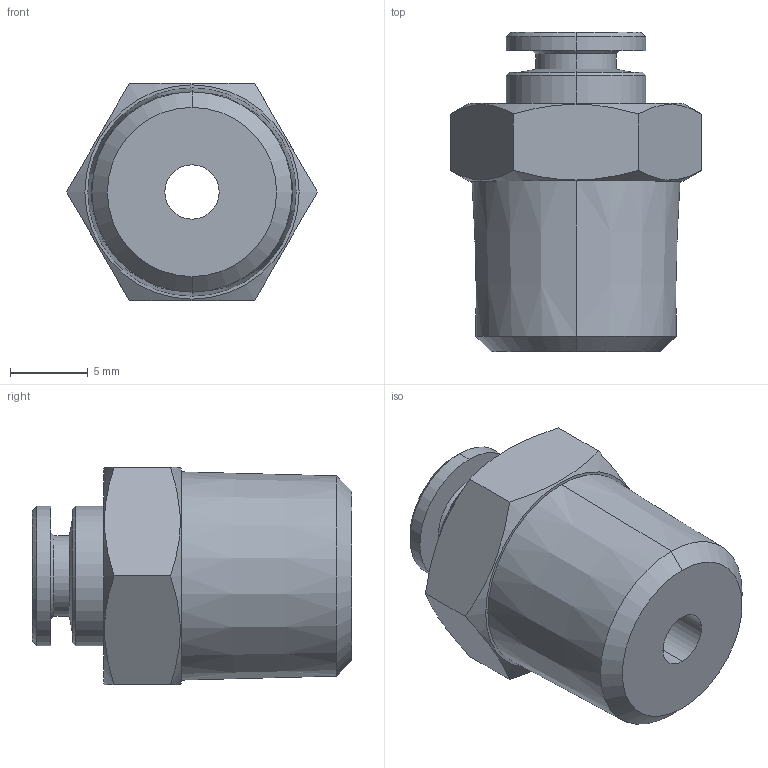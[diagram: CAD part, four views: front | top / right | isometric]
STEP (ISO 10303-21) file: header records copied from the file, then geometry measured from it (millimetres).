
FILE_DESCRIPTION (( 'STEP AP203' ), '1' );
FILE_NAME ('A0010012.STEP', '2009-01-19T10:09:24', ( '' ), ( 'sopra-pneumatic' ), 'SwSTEP 2.0', 'SolidWorks 2008', '' );
FILE_SCHEMA (( 'CONFIG_CONTROL_DESIGN' ));
Length unit declared in the file: millimetre
Products named in the file (1): A0010012
Bounding box: 16.17 x 20.6 x 14 mm (x, y, z)
Volume: 2295.1 mm3; surface area: 1395 mm2
Topology: 1 solids, 1 shells, 42 faces, 96 edges, 60 vertices
Faces by surface type: cone 20, plane 12, cylinder 10
Entity records: 1365 total; most frequent: CARTESIAN_POINT 327, DIRECTION 210, ORIENTED_EDGE 192, EDGE_CURVE 96, AXIS2_PLACEMENT_3D 87, VERTEX_POINT 60, EDGE_LOOP 48, CIRCLE 44
